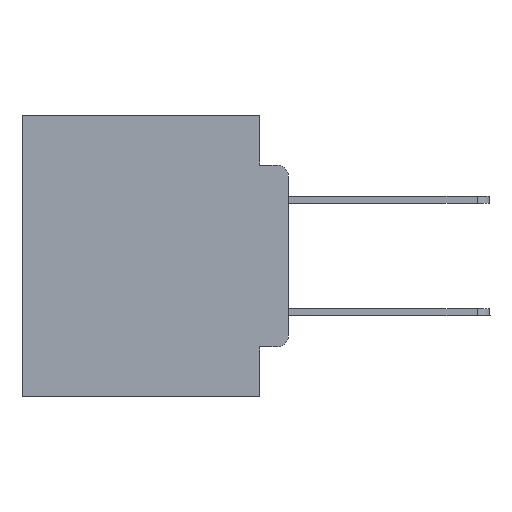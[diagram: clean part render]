
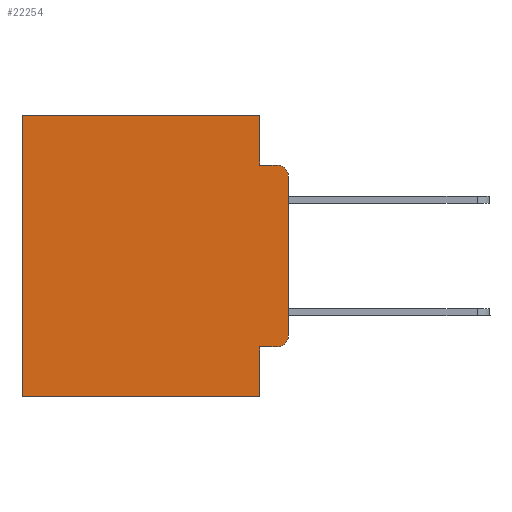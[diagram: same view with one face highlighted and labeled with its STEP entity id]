
A CAD part, left-side view. The second image highlights one B-rep face of the part: STEP entity #22254.
In plain terms, the highlighted planar face has unit normal (-1, 0, 0).
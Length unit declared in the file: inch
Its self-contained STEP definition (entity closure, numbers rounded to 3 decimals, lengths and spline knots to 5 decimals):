
#162 = VERTEX_POINT ( 'NONE', #25059 ) ;
#194 = VECTOR ( 'NONE', #275, 39.37008 ) ;
#275 = DIRECTION ( 'NONE',  ( 0., 1., 0. ) ) ;
#530 = CARTESIAN_POINT ( 'NONE',  ( 0.298, 0.051, 0. ) ) ;
#1118 = AXIS2_PLACEMENT_3D ( 'NONE', #3945, #7638, #16200 ) ;
#1134 = VECTOR ( 'NONE', #14616, 39.37008 ) ;
#1422 = EDGE_LOOP ( 'NONE', ( #11523, #4777, #10410, #25868, #23888, #26641, #10927, #17870, #8565, #17836 ) ) ;
#1684 = DIRECTION ( 'NONE',  ( 0., 0., -1. ) ) ;
#1830 = AXIS2_PLACEMENT_3D ( 'NONE', #6533, #14828, #4133 ) ;
#1931 = LINE ( 'NONE', #2068, #1134 ) ;
#2068 = CARTESIAN_POINT ( 'NONE',  ( 0.298, 0.051, 0. ) ) ;
#2118 = CARTESIAN_POINT ( 'NONE',  ( 0.298, 0., 0. ) ) ;
#2366 = DIRECTION ( 'NONE',  ( -1., 0., 0. ) ) ;
#2657 = VERTEX_POINT ( 'NONE', #9785 ) ;
#2932 = CARTESIAN_POINT ( 'NONE',  ( 0.298, 0.473, -0.5 ) ) ;
#2988 = DIRECTION ( 'NONE',  ( 0., 0., -1. ) ) ;
#3131 = CARTESIAN_POINT ( 'NONE',  ( 0.298, 0.051, -0.5 ) ) ;
#3839 = VECTOR ( 'NONE', #14169, 39.37008 ) ;
#3945 = CARTESIAN_POINT ( 'NONE',  ( 0.298, 0., 0. ) ) ;
#4133 = DIRECTION ( 'NONE',  ( 0., 0., -1. ) ) ;
#4777 = ORIENTED_EDGE ( 'NONE', *, *, #12307, .T. ) ;
#4873 = DIRECTION ( 'NONE',  ( 0., 0., -1. ) ) ;
#5246 = CARTESIAN_POINT ( 'NONE',  ( 0.298, 0.473, 0. ) ) ;
#6533 = CARTESIAN_POINT ( 'NONE',  ( 0.298, 0.02, -0.1085 ) ) ;
#7313 = EDGE_CURVE ( 'NONE', #8311, #20911, #24476, .T. ) ;
#7522 = VECTOR ( 'NONE', #4873, 39.37008 ) ;
#7581 = CARTESIAN_POINT ( 'NONE',  ( 0.298, 0.051, -0.0885 ) ) ;
#7638 = DIRECTION ( 'NONE',  ( 1., 0., 0. ) ) ;
#8311 = VERTEX_POINT ( 'NONE', #8486 ) ;
#8486 = CARTESIAN_POINT ( 'NONE',  ( 0.298, 0.051, -0.0885 ) ) ;
#8565 = ORIENTED_EDGE ( 'NONE', *, *, #10656, .T. ) ;
#9785 = CARTESIAN_POINT ( 'NONE',  ( 0.298, 0.473, 0. ) ) ;
#9794 = EDGE_CURVE ( 'NONE', #26665, #2657, #23549, .T. ) ;
#10285 = VERTEX_POINT ( 'NONE', #2932 ) ;
#10410 = ORIENTED_EDGE ( 'NONE', *, *, #7313, .F. ) ;
#10449 = PLANE ( 'NONE',  #1118 ) ;
#10656 = EDGE_CURVE ( 'NONE', #11111, #12287, #15289, .T. ) ;
#10927 = ORIENTED_EDGE ( 'NONE', *, *, #21203, .F. ) ;
#11104 = CARTESIAN_POINT ( 'NONE',  ( 0.298, 0., -0.5 ) ) ;
#11111 = VERTEX_POINT ( 'NONE', #20032 ) ;
#11523 = ORIENTED_EDGE ( 'NONE', *, *, #18198, .F. ) ;
#12287 = VERTEX_POINT ( 'NONE', #19059 ) ;
#12307 = EDGE_CURVE ( 'NONE', #21876, #20911, #24874, .T. ) ;
#14169 = DIRECTION ( 'NONE',  ( 0., -1., 0. ) ) ;
#14616 = DIRECTION ( 'NONE',  ( 0., 0., -1. ) ) ;
#14766 = CARTESIAN_POINT ( 'NONE',  ( 0.298, 0.02, -0.3915 ) ) ;
#14828 = DIRECTION ( 'NONE',  ( -1., 0., 0. ) ) ;
#15200 = CARTESIAN_POINT ( 'NONE',  ( 0.298, 0.02, -0.0885 ) ) ;
#15289 = LINE ( 'NONE', #23617, #21186 ) ;
#15439 = VERTEX_POINT ( 'NONE', #3131 ) ;
#15557 = LINE ( 'NONE', #24167, #7522 ) ;
#15573 = DIRECTION ( 'NONE',  ( 0., 1., 0. ) ) ;
#15820 = CARTESIAN_POINT ( 'NONE',  ( 0.298, 0., -0.1085 ) ) ;
#16200 = DIRECTION ( 'NONE',  ( 0., 0., -1. ) ) ;
#16209 = CARTESIAN_POINT ( 'NONE',  ( 0.298, 0.051, 0. ) ) ;
#16881 = DIRECTION ( 'NONE',  ( 0., 0., -1. ) ) ;
#16911 = EDGE_CURVE ( 'NONE', #26665, #8311, #18460, .T. ) ;
#17572 = EDGE_CURVE ( 'NONE', #11111, #15439, #1931, .T. ) ;
#17836 = ORIENTED_EDGE ( 'NONE', *, *, #18941, .T. ) ;
#17870 = ORIENTED_EDGE ( 'NONE', *, *, #17572, .F. ) ;
#17900 = LINE ( 'NONE', #5246, #27848 ) ;
#18198 = EDGE_CURVE ( 'NONE', #21876, #162, #15557, .T. ) ;
#18229 = AXIS2_PLACEMENT_3D ( 'NONE', #14766, #2366, #16881 ) ;
#18460 = LINE ( 'NONE', #16209, #26778 ) ;
#18941 = EDGE_CURVE ( 'NONE', #12287, #162, #22315, .T. ) ;
#19059 = CARTESIAN_POINT ( 'NONE',  ( 0.298, 0.02, -0.4115 ) ) ;
#20032 = CARTESIAN_POINT ( 'NONE',  ( 0.298, 0.051, -0.4115 ) ) ;
#20911 = VERTEX_POINT ( 'NONE', #15200 ) ;
#21186 = VECTOR ( 'NONE', #23894, 39.37008 ) ;
#21203 = EDGE_CURVE ( 'NONE', #15439, #10285, #23905, .T. ) ;
#21510 = VECTOR ( 'NONE', #15573, 39.37008 ) ;
#21876 = VERTEX_POINT ( 'NONE', #15820 ) ;
#22254 = ADVANCED_FACE ( 'NONE', ( #25379 ), #10449, .F. ) ;
#22315 = CIRCLE ( 'NONE', #18229, 0.02 ) ;
#23549 = LINE ( 'NONE', #2118, #194 ) ;
#23617 = CARTESIAN_POINT ( 'NONE',  ( 0.298, 0.051, -0.4115 ) ) ;
#23888 = ORIENTED_EDGE ( 'NONE', *, *, #9794, .T. ) ;
#23894 = DIRECTION ( 'NONE',  ( 0., -1., 0. ) ) ;
#23905 = LINE ( 'NONE', #11104, #21510 ) ;
#24167 = CARTESIAN_POINT ( 'NONE',  ( 0.298, 0., 0. ) ) ;
#24476 = LINE ( 'NONE', #7581, #3839 ) ;
#24874 = CIRCLE ( 'NONE', #1830, 0.02 ) ;
#25059 = CARTESIAN_POINT ( 'NONE',  ( 0.298, 0., -0.3915 ) ) ;
#25379 = FACE_OUTER_BOUND ( 'NONE', #1422, .T. ) ;
#25868 = ORIENTED_EDGE ( 'NONE', *, *, #16911, .F. ) ;
#26641 = ORIENTED_EDGE ( 'NONE', *, *, #27540, .T. ) ;
#26665 = VERTEX_POINT ( 'NONE', #530 ) ;
#26778 = VECTOR ( 'NONE', #1684, 39.37008 ) ;
#27540 = EDGE_CURVE ( 'NONE', #2657, #10285, #17900, .T. ) ;
#27848 = VECTOR ( 'NONE', #2988, 39.37008 ) ;
